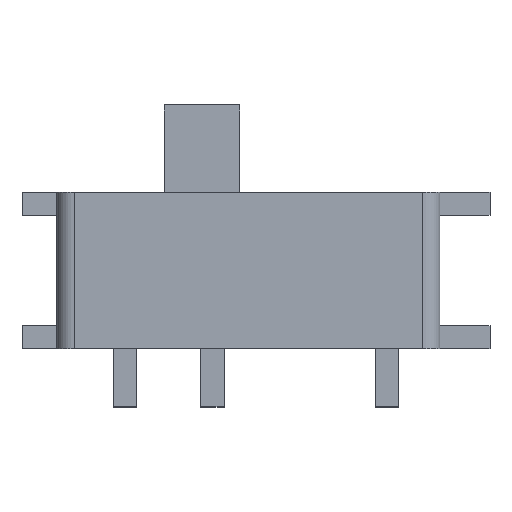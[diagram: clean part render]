
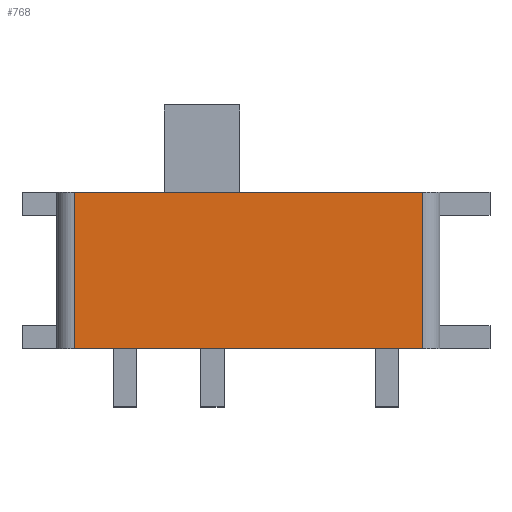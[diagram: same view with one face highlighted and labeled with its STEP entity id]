
A CAD part, top view. The second image highlights one B-rep face of the part: STEP entity #768.
In plain terms, the highlighted planar face has unit normal (0, 0, 1).
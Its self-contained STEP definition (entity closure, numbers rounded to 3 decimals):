
#609=CARTESIAN_POINT('Vertex',(6.3,2.7,1.4)) ;
#628=CARTESIAN_POINT('Vertex',(0.3,2.7,1.4)) ;
#631=CARTESIAN_POINT('Line Origine',(3.3,2.7,1.4)) ;
#726=CARTESIAN_POINT('Line Origine',(6.3,1.35,1.4)) ;
#730=CARTESIAN_POINT('Vertex',(6.3,0.,1.4)) ;
#745=CARTESIAN_POINT('Axis2P3D Location',(0.,0.,1.4)) ;
#750=CARTESIAN_POINT('Line Origine',(0.3,1.35,1.4)) ;
#754=CARTESIAN_POINT('Vertex',(0.3,0.,1.4)) ;
#757=CARTESIAN_POINT('Line Origine',(3.3,0.,1.4)) ;
#632=DIRECTION('Vector Direction',(1.,0.,0.)) ;
#727=DIRECTION('Vector Direction',(0.,1.,0.)) ;
#746=DIRECTION('Axis2P3D Direction',(0.,0.,1.)) ;
#747=DIRECTION('Axis2P3D XDirection',(1.,0.,0.)) ;
#751=DIRECTION('Vector Direction',(0.,1.,0.)) ;
#758=DIRECTION('Vector Direction',(-1.,0.,0.)) ;
#748=AXIS2_PLACEMENT_3D('Plane Axis2P3D',#745,#746,#747) ;
#763=ORIENTED_EDGE('',*,*,#635,.T.) ;
#764=ORIENTED_EDGE('',*,*,#756,.T.) ;
#765=ORIENTED_EDGE('',*,*,#761,.T.) ;
#766=ORIENTED_EDGE('',*,*,#732,.T.) ;
#633=VECTOR('Line Direction',#632,1.) ;
#728=VECTOR('Line Direction',#727,1.) ;
#752=VECTOR('Line Direction',#751,1.) ;
#759=VECTOR('Line Direction',#758,1.) ;
#768=ADVANCED_FACE('\X2\96F64EF6672C9AD4\X0\',(#767),#749,.T.) ;
#635=EDGE_CURVE('',#610,#629,#634,.F.) ;
#732=EDGE_CURVE('',#731,#610,#729,.T.) ;
#756=EDGE_CURVE('',#629,#755,#753,.F.) ;
#761=EDGE_CURVE('',#755,#731,#760,.F.) ;
#762=EDGE_LOOP('',(#763,#764,#765,#766)) ;
#767=FACE_OUTER_BOUND('',#762,.T.) ;
#634=LINE('Line',#631,#633) ;
#729=LINE('Line',#726,#728) ;
#753=LINE('Line',#750,#752) ;
#760=LINE('Line',#757,#759) ;
#749=PLANE('Plane',#748) ;
#610=VERTEX_POINT('',#609) ;
#629=VERTEX_POINT('',#628) ;
#731=VERTEX_POINT('',#730) ;
#755=VERTEX_POINT('',#754) ;
